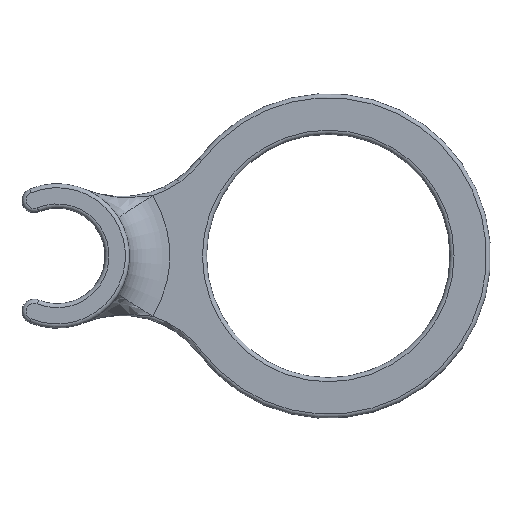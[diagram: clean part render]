
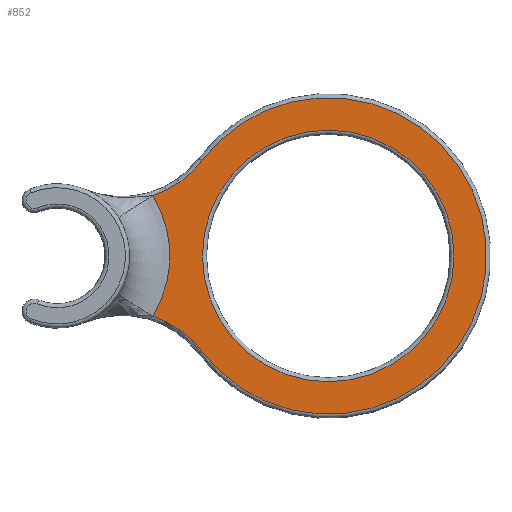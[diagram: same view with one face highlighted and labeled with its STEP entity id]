
A CAD part, top view. The second image highlights one B-rep face of the part: STEP entity #852.
In plain terms, the highlighted planar face has unit normal (0, 0, 1).
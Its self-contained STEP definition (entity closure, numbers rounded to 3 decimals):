
#852 = ADVANCED_FACE('',(#853,#889),#866,.T.);
#853 = FACE_BOUND('',#854,.T.);
#854 = EDGE_LOOP('',(#855));
#855 = ORIENTED_EDGE('',*,*,#856,.F.);
#856 = EDGE_CURVE('',#857,#857,#859,.T.);
#857 = VERTEX_POINT('',#858);
#858 = CARTESIAN_POINT('',(97.8,0.,10.));
#859 = SURFACE_CURVE('',#860,(#865,#877),.PCURVE_S1.);
#860 = CIRCLE('',#861,31.);
#861 = AXIS2_PLACEMENT_3D('',#862,#863,#864);
#862 = CARTESIAN_POINT('',(66.8,0.,10.));
#863 = DIRECTION('',(0.,0.,1.));
#864 = DIRECTION('',(1.,0.,-0.));
#865 = PCURVE('',#866,#871);
#866 = PLANE('',#867);
#867 = AXIS2_PLACEMENT_3D('',#868,#869,#870);
#868 = CARTESIAN_POINT('',(58.326,0.,10.));
#869 = DIRECTION('',(0.,0.,1.));
#870 = DIRECTION('',(1.,0.,0.));
#871 = DEFINITIONAL_REPRESENTATION('',(#872),#876);
#872 = CIRCLE('',#873,31.);
#873 = AXIS2_PLACEMENT_2D('',#874,#875);
#874 = CARTESIAN_POINT('',(8.474,0.));
#875 = DIRECTION('',(1.,0.));
#876 = ( GEOMETRIC_REPRESENTATION_CONTEXT(2) 
PARAMETRIC_REPRESENTATION_CONTEXT() REPRESENTATION_CONTEXT('2D SPACE',''
  ) );
#877 = PCURVE('',#878,#883);
#878 = TOROIDAL_SURFACE('',#879,31.,1.);
#879 = AXIS2_PLACEMENT_3D('',#880,#881,#882);
#880 = CARTESIAN_POINT('',(66.8,0.,9.));
#881 = DIRECTION('',(0.,0.,1.));
#882 = DIRECTION('',(1.,0.,-0.));
#883 = DEFINITIONAL_REPRESENTATION('',(#884),#888);
#884 = LINE('',#885,#886);
#885 = CARTESIAN_POINT('',(0.,1.571));
#886 = VECTOR('',#887,1.);
#887 = DIRECTION('',(1.,0.));
#888 = ( GEOMETRIC_REPRESENTATION_CONTEXT(2) 
PARAMETRIC_REPRESENTATION_CONTEXT() REPRESENTATION_CONTEXT('2D SPACE',''
  ) );
#889 = FACE_BOUND('',#890,.T.);
#890 = EDGE_LOOP('',(#891,#926,#955,#988));
#891 = ORIENTED_EDGE('',*,*,#892,.T.);
#892 = EDGE_CURVE('',#893,#895,#897,.T.);
#893 = VERTEX_POINT('',#894);
#894 = CARTESIAN_POINT('',(23.501,-14.832,10.));
#895 = VERTEX_POINT('',#896);
#896 = CARTESIAN_POINT('',(35.664,-23.484,10.));
#897 = SURFACE_CURVE('',#898,(#903,#914),.PCURVE_S1.);
#898 = CIRCLE('',#899,24.753);
#899 = AXIS2_PLACEMENT_3D('',#900,#901,#902);
#900 = CARTESIAN_POINT('',(15.902,-38.39,10.));
#901 = DIRECTION('',(0.,0.,-1.));
#902 = DIRECTION('',(-0.383,0.924,0.));
#903 = PCURVE('',#866,#904);
#904 = DEFINITIONAL_REPRESENTATION('',(#905),#913);
#905 = ( BOUNDED_CURVE() B_SPLINE_CURVE(2,(#906,#907,#908,#909,#910,#911
,#912),.UNSPECIFIED.,.T.,.F.) B_SPLINE_CURVE_WITH_KNOTS((1,2,2,2,2,1),(
    -2.094,0.,2.094,4.189,6.283,
8.378),.UNSPECIFIED.) CURVE() GEOMETRIC_REPRESENTATION_ITEM() 
RATIONAL_B_SPLINE_CURVE((1.,0.5,1.,0.5,1.,0.5,1.)) REPRESENTATION_ITEM(
  '') );
#906 = CARTESIAN_POINT('',(-51.897,-15.521));
#907 = CARTESIAN_POINT('',(-12.287,0.886));
#908 = CARTESIAN_POINT('',(-17.883,-41.621));
#909 = CARTESIAN_POINT('',(-23.479,-84.127));
#910 = CARTESIAN_POINT('',(-57.493,-58.028));
#911 = CARTESIAN_POINT('',(-91.506,-31.928));
#912 = CARTESIAN_POINT('',(-51.897,-15.521));
#913 = ( GEOMETRIC_REPRESENTATION_CONTEXT(2) 
PARAMETRIC_REPRESENTATION_CONTEXT() REPRESENTATION_CONTEXT('2D SPACE',''
  ) );
#914 = PCURVE('',#915,#920);
#915 = TOROIDAL_SURFACE('',#916,24.753,1.);
#916 = AXIS2_PLACEMENT_3D('',#917,#918,#919);
#917 = CARTESIAN_POINT('',(15.902,-38.39,9.));
#918 = DIRECTION('',(-0.,-0.,-1.));
#919 = DIRECTION('',(-0.383,0.924,0.));
#920 = DEFINITIONAL_REPRESENTATION('',(#921),#925);
#921 = LINE('',#922,#923);
#922 = CARTESIAN_POINT('',(0.,4.712));
#923 = VECTOR('',#924,1.);
#924 = DIRECTION('',(1.,0.));
#925 = ( GEOMETRIC_REPRESENTATION_CONTEXT(2) 
PARAMETRIC_REPRESENTATION_CONTEXT() REPRESENTATION_CONTEXT('2D SPACE',''
  ) );
#926 = ORIENTED_EDGE('',*,*,#927,.T.);
#927 = EDGE_CURVE('',#895,#928,#930,.T.);
#928 = VERTEX_POINT('',#929);
#929 = CARTESIAN_POINT('',(35.664,23.484,10.));
#930 = SURFACE_CURVE('',#931,(#936,#943),.PCURVE_S1.);
#931 = CIRCLE('',#932,39.);
#932 = AXIS2_PLACEMENT_3D('',#933,#934,#935);
#933 = CARTESIAN_POINT('',(66.8,0.,10.));
#934 = DIRECTION('',(0.,0.,1.));
#935 = DIRECTION('',(-0.798,-0.602,0.));
#936 = PCURVE('',#866,#937);
#937 = DEFINITIONAL_REPRESENTATION('',(#938),#942);
#938 = CIRCLE('',#939,39.);
#939 = AXIS2_PLACEMENT_2D('',#940,#941);
#940 = CARTESIAN_POINT('',(8.474,0.));
#941 = DIRECTION('',(-0.798,-0.602));
#942 = ( GEOMETRIC_REPRESENTATION_CONTEXT(2) 
PARAMETRIC_REPRESENTATION_CONTEXT() REPRESENTATION_CONTEXT('2D SPACE',''
  ) );
#943 = PCURVE('',#944,#949);
#944 = TOROIDAL_SURFACE('',#945,39.,1.);
#945 = AXIS2_PLACEMENT_3D('',#946,#947,#948);
#946 = CARTESIAN_POINT('',(66.8,0.,9.));
#947 = DIRECTION('',(0.,0.,1.));
#948 = DIRECTION('',(-0.798,-0.602,0.));
#949 = DEFINITIONAL_REPRESENTATION('',(#950),#954);
#950 = LINE('',#951,#952);
#951 = CARTESIAN_POINT('',(0.,1.571));
#952 = VECTOR('',#953,1.);
#953 = DIRECTION('',(1.,0.));
#954 = ( GEOMETRIC_REPRESENTATION_CONTEXT(2) 
PARAMETRIC_REPRESENTATION_CONTEXT() REPRESENTATION_CONTEXT('2D SPACE',''
  ) );
#955 = ORIENTED_EDGE('',*,*,#956,.T.);
#956 = EDGE_CURVE('',#928,#957,#959,.T.);
#957 = VERTEX_POINT('',#958);
#958 = CARTESIAN_POINT('',(23.501,14.832,10.));
#959 = SURFACE_CURVE('',#960,(#965,#976),.PCURVE_S1.);
#960 = CIRCLE('',#961,24.753);
#961 = AXIS2_PLACEMENT_3D('',#962,#963,#964);
#962 = CARTESIAN_POINT('',(15.902,38.39,10.));
#963 = DIRECTION('',(0.,-0.,-1.));
#964 = DIRECTION('',(0.798,-0.602,0.));
#965 = PCURVE('',#866,#966);
#966 = DEFINITIONAL_REPRESENTATION('',(#967),#975);
#967 = ( BOUNDED_CURVE() B_SPLINE_CURVE(2,(#968,#969,#970,#971,#972,#973
,#974),.UNSPECIFIED.,.T.,.F.) B_SPLINE_CURVE_WITH_KNOTS((1,2,2,2,2,1),(
    -2.094,0.,2.094,4.189,6.283,
8.378),.UNSPECIFIED.) CURVE() GEOMETRIC_REPRESENTATION_ITEM() 
RATIONAL_B_SPLINE_CURVE((1.,0.5,1.,0.5,1.,0.5,1.)) REPRESENTATION_ITEM(
  '') );
#968 = CARTESIAN_POINT('',(-22.662,23.484));
#969 = CARTESIAN_POINT('',(-48.479,-10.744));
#970 = CARTESIAN_POINT('',(-65.214,28.728));
#971 = CARTESIAN_POINT('',(-81.948,68.201));
#972 = CARTESIAN_POINT('',(-39.397,62.957));
#973 = CARTESIAN_POINT('',(3.155,57.713));
#974 = CARTESIAN_POINT('',(-22.662,23.484));
#975 = ( GEOMETRIC_REPRESENTATION_CONTEXT(2) 
PARAMETRIC_REPRESENTATION_CONTEXT() REPRESENTATION_CONTEXT('2D SPACE',''
  ) );
#976 = PCURVE('',#977,#982);
#977 = TOROIDAL_SURFACE('',#978,24.753,1.);
#978 = AXIS2_PLACEMENT_3D('',#979,#980,#981);
#979 = CARTESIAN_POINT('',(15.902,38.39,9.));
#980 = DIRECTION('',(-0.,-0.,-1.));
#981 = DIRECTION('',(0.798,-0.602,0.));
#982 = DEFINITIONAL_REPRESENTATION('',(#983),#987);
#983 = LINE('',#984,#985);
#984 = CARTESIAN_POINT('',(0.,4.712));
#985 = VECTOR('',#986,1.);
#986 = DIRECTION('',(1.,0.));
#987 = ( GEOMETRIC_REPRESENTATION_CONTEXT(2) 
PARAMETRIC_REPRESENTATION_CONTEXT() REPRESENTATION_CONTEXT('2D SPACE',''
  ) );
#988 = ORIENTED_EDGE('',*,*,#989,.F.);
#989 = EDGE_CURVE('',#893,#957,#990,.T.);
#990 = SURFACE_CURVE('',#991,(#996,#1003),.PCURVE_S1.);
#991 = CIRCLE('',#992,27.79);
#992 = AXIS2_PLACEMENT_3D('',#993,#994,#995);
#993 = CARTESIAN_POINT('',(0.,0.,10.));
#994 = DIRECTION('',(-0.,0.,1.));
#995 = DIRECTION('',(0.605,-0.796,0.));
#996 = PCURVE('',#866,#997);
#997 = DEFINITIONAL_REPRESENTATION('',(#998),#1002);
#998 = CIRCLE('',#999,27.79);
#999 = AXIS2_PLACEMENT_2D('',#1000,#1001);
#1000 = CARTESIAN_POINT('',(-58.326,0.));
#1001 = DIRECTION('',(0.605,-0.796));
#1002 = ( GEOMETRIC_REPRESENTATION_CONTEXT(2) 
PARAMETRIC_REPRESENTATION_CONTEXT() REPRESENTATION_CONTEXT('2D SPACE',''
  ) );
#1003 = PCURVE('',#1004,#1009);
#1004 = TOROIDAL_SURFACE('',#1005,27.79,9.99);
#1005 = AXIS2_PLACEMENT_3D('',#1006,#1007,#1008);
#1006 = CARTESIAN_POINT('',(0.,0.,19.99));
#1007 = DIRECTION('',(0.,0.,1.));
#1008 = DIRECTION('',(0.605,-0.796,0.));
#1009 = DEFINITIONAL_REPRESENTATION('',(#1010),#1014);
#1010 = LINE('',#1011,#1012);
#1011 = CARTESIAN_POINT('',(0.,4.712));
#1012 = VECTOR('',#1013,1.);
#1013 = DIRECTION('',(1.,0.));
#1014 = ( GEOMETRIC_REPRESENTATION_CONTEXT(2) 
PARAMETRIC_REPRESENTATION_CONTEXT() REPRESENTATION_CONTEXT('2D SPACE',''
  ) );
